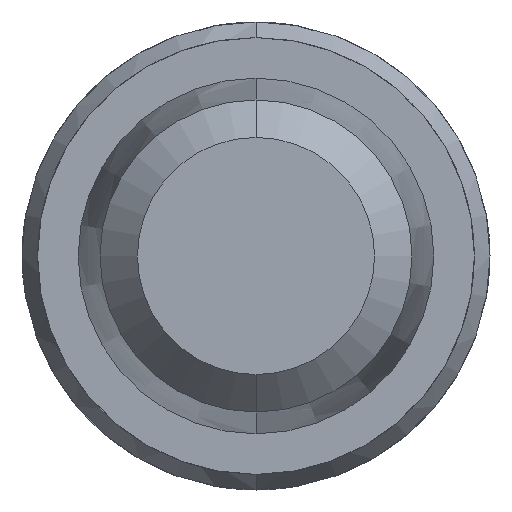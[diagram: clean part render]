
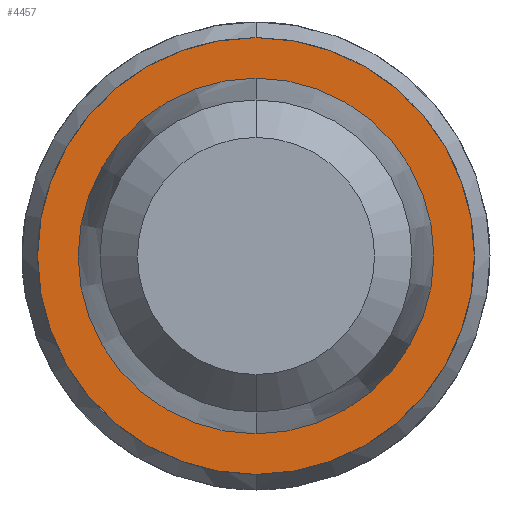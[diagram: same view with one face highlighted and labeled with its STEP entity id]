
A CAD part, front view. The second image highlights one B-rep face of the part: STEP entity #4457.
In plain terms, the highlighted planar face has unit normal (0, -1, 0).
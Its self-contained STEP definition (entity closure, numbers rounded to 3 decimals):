
#11 = DIRECTION ( 'NONE',  ( 0., -1., 0. ) ) ;
#58 = CIRCLE ( 'NONE', #474, 0.57 ) ;
#105 = ORIENTED_EDGE ( 'NONE', *, *, #4387, .F. ) ;
#116 = AXIS2_PLACEMENT_3D ( 'NONE', #2201, #2900, #2174 ) ;
#325 = VERTEX_POINT ( 'NONE', #4851 ) ;
#474 = AXIS2_PLACEMENT_3D ( 'NONE', #4499, #1362, #2110 ) ;
#669 = EDGE_LOOP ( 'NONE', ( #871, #4292 ) ) ;
#871 = ORIENTED_EDGE ( 'NONE', *, *, #2096, .T. ) ;
#888 = EDGE_CURVE ( 'Defeature ausgef�hrt2_38+Defeature ausgef�hrt2_39+Defeature ausgef�hrt2_39+Defeature ausgef�hrt2_39', #1949, #4782, #58, .T. ) ;
#921 = FACE_OUTER_BOUND ( 'NONE', #669, .T. ) ;
#937 = CARTESIAN_POINT ( 'NONE',  ( 0., 26., -0.57 ) ) ;
#964 = CIRCLE ( 'NONE', #3455, 0.7 ) ;
#1362 = DIRECTION ( 'NONE',  ( 0., -1., 0. ) ) ;
#1406 = EDGE_CURVE ( 'Defeature ausgef�hrt2_39+Defeature ausgef�hrt2_40+Defeature ausgef�hrt2_40+Defeature ausgef�hrt2_40', #325, #2240, #3692, .T. ) ;
#1603 = AXIS2_PLACEMENT_3D ( 'NONE', #3575, #11, #1605 ) ;
#1605 = DIRECTION ( 'NONE',  ( 0., 0., -1. ) ) ;
#1641 = CARTESIAN_POINT ( 'NONE',  ( 0., 26., -0.7 ) ) ;
#1706 = CARTESIAN_POINT ( 'NONE',  ( 0.57, 26., 0. ) ) ;
#1922 = DIRECTION ( 'NONE',  ( 0., -1., 0. ) ) ;
#1949 = VERTEX_POINT ( 'NONE', #937 ) ;
#2069 = DIRECTION ( 'NONE',  ( 0., -1., 0. ) ) ;
#2096 = EDGE_CURVE ( 'Defeature ausgef�hrt2_39+Defeature ausgef�hrt2_40+Defeature ausgef�hrt2_40+Defeature ausgef�hrt2_40', #2240, #325, #964, .T. ) ;
#2110 = DIRECTION ( 'NONE',  ( 0., 0., -1. ) ) ;
#2174 = DIRECTION ( 'NONE',  ( 0., 0., -1. ) ) ;
#2201 = CARTESIAN_POINT ( 'NONE',  ( 0., 26., 0. ) ) ;
#2240 = VERTEX_POINT ( 'NONE', #1641 ) ;
#2590 = PLANE ( 'NONE',  #2847 ) ;
#2817 = EDGE_LOOP ( 'NONE', ( #105, #4552 ) ) ;
#2847 = AXIS2_PLACEMENT_3D ( 'NONE', #1706, #2069, #4173 ) ;
#2900 = DIRECTION ( 'NONE',  ( 0., -1., 0. ) ) ;
#3455 = AXIS2_PLACEMENT_3D ( 'NONE', #4625, #1922, #5039 ) ;
#3575 = CARTESIAN_POINT ( 'NONE',  ( 0., 26., 0. ) ) ;
#3692 = CIRCLE ( 'NONE', #116, 0.7 ) ;
#3937 = CARTESIAN_POINT ( 'NONE',  ( 0., 26., 0.57 ) ) ;
#4067 = FACE_BOUND ( 'NONE', #2817, .T. ) ;
#4173 = DIRECTION ( 'NONE',  ( 0., 0., -1. ) ) ;
#4292 = ORIENTED_EDGE ( 'NONE', *, *, #1406, .T. ) ;
#4387 = EDGE_CURVE ( 'Defeature ausgef�hrt2_38+Defeature ausgef�hrt2_39+Defeature ausgef�hrt2_39+Defeature ausgef�hrt2_39', #4782, #1949, #4421, .T. ) ;
#4421 = CIRCLE ( 'NONE', #1603, 0.57 ) ;
#4457 = ADVANCED_FACE ( 'Defeature ausgef�hrt2_39', ( #921, #4067 ), #2590, .T. ) ;
#4499 = CARTESIAN_POINT ( 'NONE',  ( 0., 26., 0. ) ) ;
#4552 = ORIENTED_EDGE ( 'NONE', *, *, #888, .F. ) ;
#4625 = CARTESIAN_POINT ( 'NONE',  ( 0., 26., 0. ) ) ;
#4782 = VERTEX_POINT ( 'NONE', #3937 ) ;
#4851 = CARTESIAN_POINT ( 'NONE',  ( 0., 26., 0.7 ) ) ;
#5039 = DIRECTION ( 'NONE',  ( 0., 0., -1. ) ) ;
